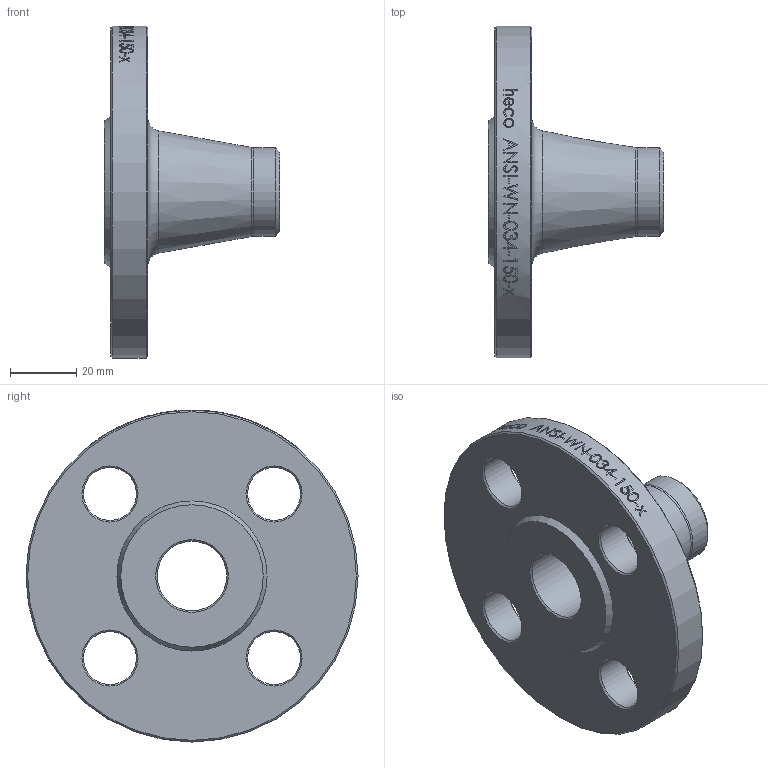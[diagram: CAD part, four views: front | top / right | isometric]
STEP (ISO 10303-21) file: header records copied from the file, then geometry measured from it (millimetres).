
FILE_DESCRIPTION (( 'STEP AP214' ), '1' );
FILE_NAME ('ANSI-WN-034-150-x Vorschweissflansch ASME B16.5 Class150 2102.STEP', '2021-02-06T11:48:18', ( '' ), ( '' ), 'SwSTEP 2.0', 'SolidWorks 2019', '' );
FILE_SCHEMA (( 'AUTOMOTIVE_DESIGN' ));
Length unit declared in the file: millimetre
Products named in the file (1): ANSI-WN-034-150-x Vorschweissflansch ASME B16.5 Class150 2102
Bounding box: 53 x 100 x 100 mm (x, y, z)
Volume: 94801.4 mm3; surface area: 25686.6 mm2
Topology: 1 solids, 1 shells, 54 faces, 272 edges, 248 vertices
Faces by surface type: cylinder 34, cone 14, plane 4, torus 2
Full cylindrical faces by diameter (mm): 15.9 x4, 20.9 x1, 26.7 x1, 100 x1
Entity records: 5728 total; most frequent: CARTESIAN_POINT 3444, ORIENTED_EDGE 480, DIRECTION 306, VERTEX_POINT 240, EDGE_CURVE 240, AXIS2_PLACEMENT_3D 137, B_SPLINE_CURVE_WITH_KNOTS 126, EDGE_LOOP 116
